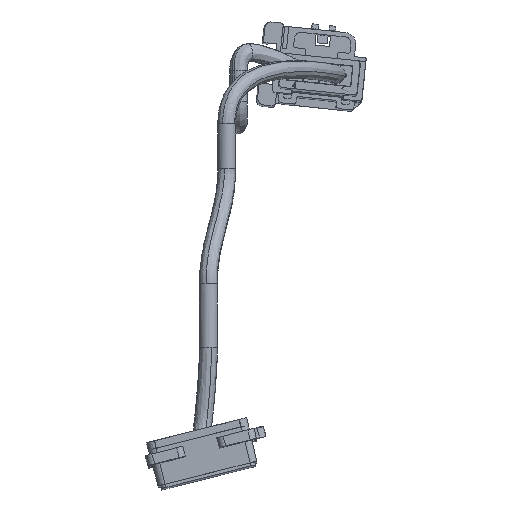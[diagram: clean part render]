
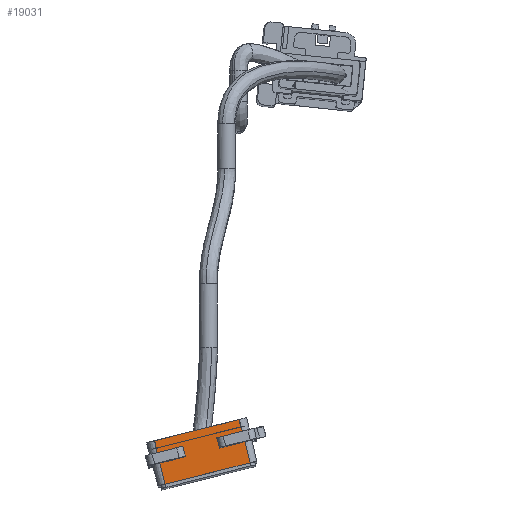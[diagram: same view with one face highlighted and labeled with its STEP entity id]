
A CAD part, front view. The second image highlights one B-rep face of the part: STEP entity #19031.
In plain terms, the highlighted planar face has unit normal (0.004, -1, -0.001).
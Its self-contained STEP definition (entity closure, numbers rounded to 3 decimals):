
#2615=LINE('',#27051,#3918);
#2627=LINE('',#27118,#3930);
#2628=LINE('',#27120,#3931);
#2629=LINE('',#27123,#3932);
#2630=LINE('',#27124,#3933);
#2631=LINE('',#27126,#3934);
#2632=LINE('',#27128,#3935);
#2633=LINE('',#27130,#3936);
#2634=LINE('',#27132,#3937);
#2635=LINE('',#27134,#3938);
#2636=LINE('',#27136,#3939);
#2637=LINE('',#27138,#3940);
#3918=VECTOR('',#22504,1000.);
#3930=VECTOR('',#22528,1000.);
#3931=VECTOR('',#22531,1000.);
#3932=VECTOR('',#22532,1000.);
#3933=VECTOR('',#22533,1000.);
#3934=VECTOR('',#22534,1000.);
#3935=VECTOR('',#22535,1000.);
#3936=VECTOR('',#22536,1000.);
#3937=VECTOR('',#22537,1000.);
#3938=VECTOR('',#22538,1000.);
#3939=VECTOR('',#22539,1000.);
#3940=VECTOR('',#22540,1000.);
#6219=ORIENTED_EDGE('',*,*,#11315,.F.);
#6220=ORIENTED_EDGE('',*,*,#11316,.F.);
#6221=ORIENTED_EDGE('',*,*,#11296,.T.);
#6222=ORIENTED_EDGE('',*,*,#11314,.F.);
#6223=ORIENTED_EDGE('',*,*,#11317,.F.);
#6224=ORIENTED_EDGE('',*,*,#11318,.F.);
#6225=ORIENTED_EDGE('',*,*,#11319,.T.);
#6226=ORIENTED_EDGE('',*,*,#11320,.F.);
#6227=ORIENTED_EDGE('',*,*,#11321,.F.);
#6228=ORIENTED_EDGE('',*,*,#11322,.F.);
#6229=ORIENTED_EDGE('',*,*,#11323,.T.);
#6230=ORIENTED_EDGE('',*,*,#11324,.F.);
#11296=EDGE_CURVE('',#14010,#14009,#2615,.T.);
#11314=EDGE_CURVE('',#14024,#14009,#2627,.T.);
#11315=EDGE_CURVE('',#14025,#14026,#2628,.T.);
#11316=EDGE_CURVE('',#14010,#14025,#2629,.T.);
#11317=EDGE_CURVE('',#14027,#14024,#2630,.T.);
#11318=EDGE_CURVE('',#14028,#14027,#2631,.T.);
#11319=EDGE_CURVE('',#14028,#14029,#2632,.T.);
#11320=EDGE_CURVE('',#14030,#14029,#2633,.T.);
#11321=EDGE_CURVE('',#14031,#14030,#2634,.T.);
#11322=EDGE_CURVE('',#14032,#14031,#2635,.T.);
#11323=EDGE_CURVE('',#14032,#14033,#2636,.T.);
#11324=EDGE_CURVE('',#14026,#14033,#2637,.T.);
#14009=VERTEX_POINT('',#27050);
#14010=VERTEX_POINT('',#27052);
#14024=VERTEX_POINT('',#27117);
#14025=VERTEX_POINT('',#27121);
#14026=VERTEX_POINT('',#27122);
#14027=VERTEX_POINT('',#27125);
#14028=VERTEX_POINT('',#27127);
#14029=VERTEX_POINT('',#27129);
#14030=VERTEX_POINT('',#27131);
#14031=VERTEX_POINT('',#27133);
#14032=VERTEX_POINT('',#27135);
#14033=VERTEX_POINT('',#27137);
#15946=EDGE_LOOP('',(#6219,#6220,#6221,#6222,#6223,#6224,#6225,#6226,#6227,
#6228,#6229,#6230));
#17174=FACE_BOUND('',#15946,.T.);
#18297=PLANE('',#20362);
#19031=ADVANCED_FACE('',(#17174),#18297,.T.);
#20362=AXIS2_PLACEMENT_3D('',#27119,#22529,#22530);
#22504=DIRECTION('',(0.97,0.004,0.244));
#22528=DIRECTION('',(0.244,0.002,-0.97));
#22529=DIRECTION('',(0.004,-1.,-0.001));
#22530=DIRECTION('',(1.,0.004,0.));
#22531=DIRECTION('',(0.97,0.004,0.244));
#22532=DIRECTION('',(-0.244,-0.002,0.97));
#22533=DIRECTION('',(0.97,0.004,0.244));
#22534=DIRECTION('',(0.244,0.002,-0.97));
#22535=DIRECTION('',(0.97,0.004,0.244));
#22536=DIRECTION('',(0.244,0.002,-0.97));
#22537=DIRECTION('',(0.97,0.004,0.244));
#22538=DIRECTION('',(-0.244,-0.002,0.97));
#22539=DIRECTION('',(0.97,0.004,0.244));
#22540=DIRECTION('',(-0.244,-0.002,0.97));
#27050=CARTESIAN_POINT('',(2866.637,-89.853,1667.067));
#27051=CARTESIAN_POINT('',(2853.351,-89.905,1663.726));
#27052=CARTESIAN_POINT('',(2853.351,-89.905,1663.726));
#27117=CARTESIAN_POINT('',(2865.808,-89.86,1670.365));
#27118=CARTESIAN_POINT('',(2865.808,-89.86,1670.365));
#27119=CARTESIAN_POINT('',(2849.083,-89.931,1669.872));
#27120=CARTESIAN_POINT('',(2852.522,-89.913,1667.024));
#27121=CARTESIAN_POINT('',(2852.522,-89.913,1667.024));
#27122=CARTESIAN_POINT('',(2856.507,-89.897,1668.026));
#27123=CARTESIAN_POINT('',(2853.351,-89.905,1663.726));
#27124=CARTESIAN_POINT('',(2861.838,-89.876,1669.367));
#27125=CARTESIAN_POINT('',(2861.838,-89.876,1669.367));
#27126=CARTESIAN_POINT('',(2861.448,-89.88,1670.919));
#27127=CARTESIAN_POINT('',(2861.448,-89.88,1670.919));
#27128=CARTESIAN_POINT('',(2861.448,-89.88,1670.919));
#27129=CARTESIAN_POINT('',(2865.418,-89.864,1671.917));
#27130=CARTESIAN_POINT('',(2864.93,-89.868,1673.857));
#27131=CARTESIAN_POINT('',(2864.93,-89.868,1673.857));
#27132=CARTESIAN_POINT('',(2851.644,-89.921,1670.516));
#27133=CARTESIAN_POINT('',(2851.644,-89.921,1670.516));
#27134=CARTESIAN_POINT('',(2852.132,-89.916,1668.576));
#27135=CARTESIAN_POINT('',(2852.132,-89.916,1668.576));
#27136=CARTESIAN_POINT('',(2852.132,-89.916,1668.576));
#27137=CARTESIAN_POINT('',(2856.117,-89.901,1669.578));
#27138=CARTESIAN_POINT('',(2856.507,-89.897,1668.026));
